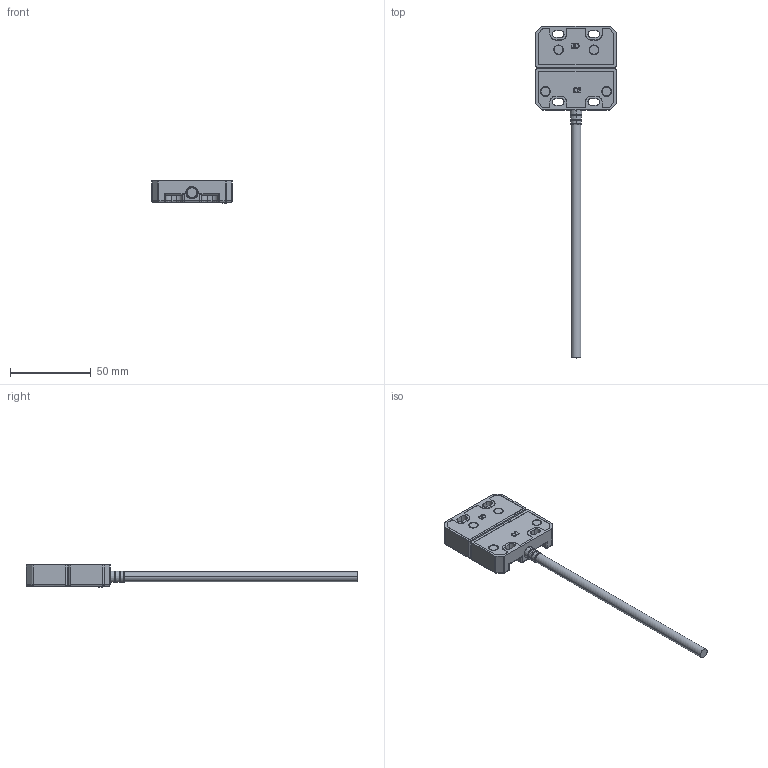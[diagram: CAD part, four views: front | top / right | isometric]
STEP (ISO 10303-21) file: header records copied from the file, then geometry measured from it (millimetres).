
FILE_DESCRIPTION (( 'STEP AP214' ), '1' );
FILE_NAME ('SPF-M-405102.step', '2017-09-27T14:22:59', ( '' ), ( '' ), 'SwSTEP 2.0', 'SolidWorks 2017', '' );
FILE_SCHEMA (( 'AUTOMOTIVE_DESIGN' ));
Length unit declared in the file: inch
Products named in the file (3): SPF-M-405102_1; SPF-M-405102_2; SPF-M-405102
Assembly tree (2 placements, depth 2):
  SPF-M-405102
    SPF-M-405102_1
    SPF-M-405102_2
Bounding box: 50 x 205.52 x 13.69 mm (x, y, z)
Volume: 18102.4 mm3; surface area: 23425.7 mm2
Topology: 12 solids, 12 shells, 1147 faces, 2912 edges, 1797 vertices
Faces by surface type: plane 475, cylinder 358, bspline 272, cone 42
Entity records: 42606 total; most frequent: CARTESIAN_POINT 16147, ORIENTED_EDGE 5732, DIRECTION 5066, EDGE_CURVE 2866, VERTEX_POINT 1797, AXIS2_PLACEMENT_3D 1703, LINE 1660, VECTOR 1660
